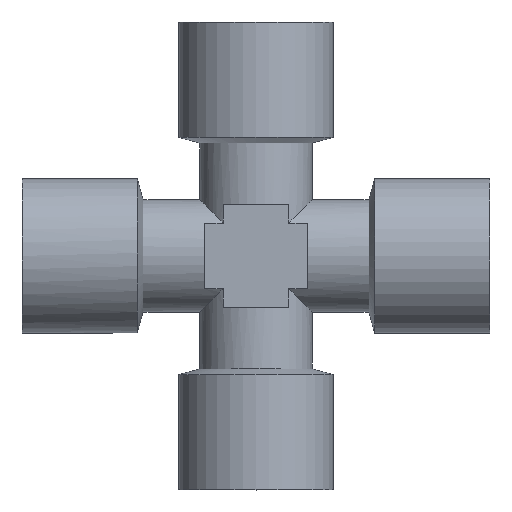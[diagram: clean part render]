
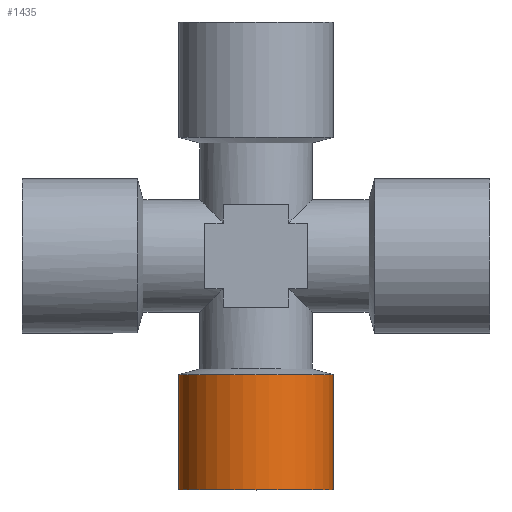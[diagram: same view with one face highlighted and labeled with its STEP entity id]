
A CAD part, top view. The second image highlights one B-rep face of the part: STEP entity #1435.
In plain terms, the highlighted cylindrical face has radius 8.25 mm (diameter 16.5 mm), a full revolution.
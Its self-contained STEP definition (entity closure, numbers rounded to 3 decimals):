
#60 = DIRECTION ( 'NONE',  ( -1., 0., 0. ) ) ;
#61 = DIRECTION ( 'NONE',  ( 0., 1., 0. ) ) ;
#62 = CARTESIAN_POINT ( 'NONE',  ( -199.871, -17.582, -25. ) ) ;
#67 = DIRECTION ( 'NONE',  ( 0., 0., 1. ) ) ;
#68 = DIRECTION ( 'NONE',  ( 0., 1., 0. ) ) ;
#69 = CARTESIAN_POINT ( 'NONE',  ( -199.871, -29.89, -25. ) ) ;
#255 = AXIS2_PLACEMENT_3D ( 'NONE', #69, #68, #67 ) ;
#256 = AXIS2_PLACEMENT_3D ( 'NONE', #62, #61, #60 ) ;
#301 = AXIS2_PLACEMENT_3D ( 'NONE', #1078, #1077, #1058 ) ;
#477 = CYLINDRICAL_SURFACE ( 'NONE', #301, 8.25 ) ;
#479 = FACE_OUTER_BOUND ( 'NONE', #663, .T. ) ;
#482 = FACE_OUTER_BOUND ( 'NONE', #883, .T. ) ;
#663 = EDGE_LOOP ( 'NONE', ( #761 ) ) ;
#707 = EDGE_CURVE ( 'NONE', #1465, #1465, #1304, .T. ) ;
#709 = EDGE_CURVE ( 'NONE', #1464, #1464, #1303, .T. ) ;
#761 = ORIENTED_EDGE ( 'NONE', *, *, #709, .F. ) ;
#763 = ORIENTED_EDGE ( 'NONE', *, *, #707, .T. ) ;
#883 = EDGE_LOOP ( 'NONE', ( #763 ) ) ;
#1058 = DIRECTION ( 'NONE',  ( 0., 0., 1. ) ) ;
#1077 = DIRECTION ( 'NONE',  ( 0., 1., 0. ) ) ;
#1078 = CARTESIAN_POINT ( 'NONE',  ( -199.871, -29.89, -25. ) ) ;
#1163 = CARTESIAN_POINT ( 'NONE',  ( -208.121, -17.582, -25. ) ) ;
#1165 = CARTESIAN_POINT ( 'NONE',  ( -199.871, -29.89, -16.75 ) ) ;
#1303 = CIRCLE ( 'NONE', #256, 8.25 ) ;
#1304 = CIRCLE ( 'NONE', #255, 8.25 ) ;
#1435 = ADVANCED_FACE ( 'NONE', ( #482, #479 ), #477, .T. ) ;
#1464 = VERTEX_POINT ( 'NONE', #1163 ) ;
#1465 = VERTEX_POINT ( 'NONE', #1165 ) ;
